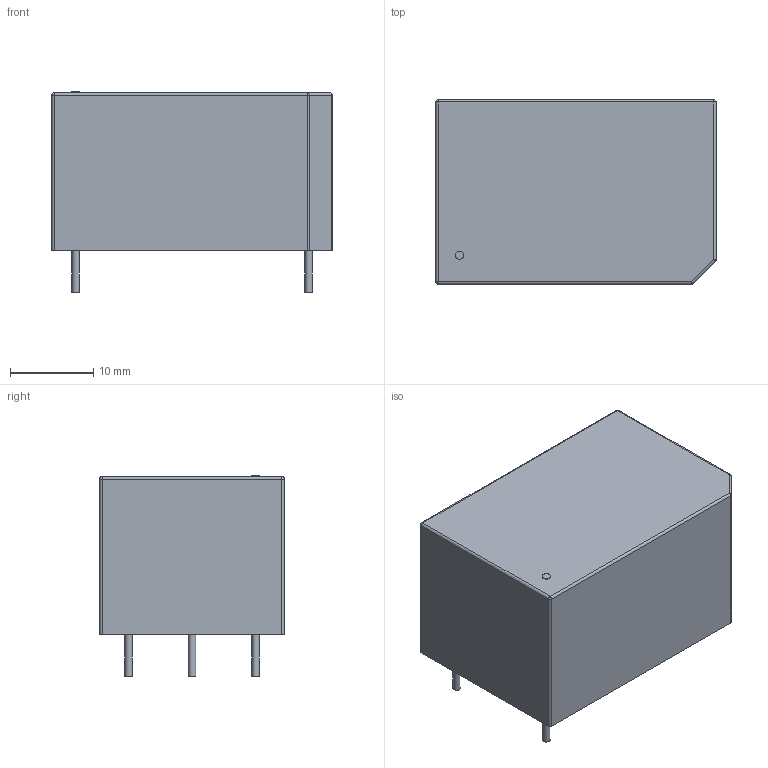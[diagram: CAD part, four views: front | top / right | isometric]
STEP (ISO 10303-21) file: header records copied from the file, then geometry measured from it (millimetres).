
FILE_DESCRIPTION(('model of Converter_ACDC_RECOM_RAC01_xxSGB_THT'),'2;1');
FILE_NAME('Converter_ACDC_RECOM_RAC01_xxSGB_THT.step','2018-09-09T15:13:44', ('kicad StepUp'),('ksu MCAD'),'Open CASCADE STEP processor 7.2', 'FreeCAD','Unknown');
FILE_SCHEMA(('AUTOMOTIVE_DESIGN { 1 0 10303 214 1 1 1 1 }'));
Length unit declared in the file: millimetre
Products named in the file (1): Converter_ACDC_RECOM_RAC01_xxSGB_THT
Bounding box: 33.7 x 22.2 x 24.1 mm (x, y, z)
Volume: 14147 mm3; surface area: 3615.4 mm2
Topology: 1 solids, 1 shells, 32 faces, 60 edges, 35 vertices
Faces by surface type: cylinder 15, plane 12, sphere 5
Full cylindrical faces by diameter (mm): 0.9 x4, 1 x1
Entity records: 1032 total; most frequent: DIRECTION 156, CARTESIAN_POINT 128, ORIENTED_EDGE 120, AXIS2_PLACEMENT_3D 63, EDGE_CURVE 60, FACE_BOUND 37, EDGE_LOOP 37, VERTEX_POINT 35
